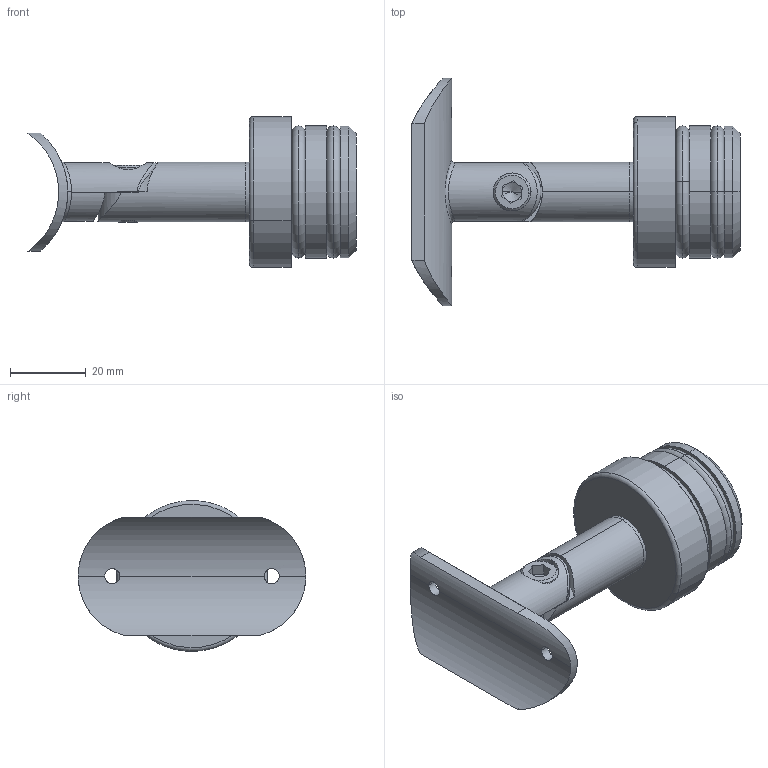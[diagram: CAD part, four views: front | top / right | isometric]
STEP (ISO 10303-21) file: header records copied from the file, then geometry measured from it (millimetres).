
FILE_DESCRIPTION (( 'STEP AP214' ), '1' );
FILE_NAME ('àðò. KRT262.STEP', '2014-05-24T17:58:00', ( '' ), ( '' ), 'SwSTEP 2.0', 'SolidWorks 2014', '' );
FILE_SCHEMA (( 'AUTOMOTIVE_DESIGN' ));
Length unit declared in the file: millimetre
Products named in the file (11): àðò. KRT262.02.000; àðò. KRT262.01.003; àðò. KRT262.01.005; àðò. KRT262.01.002; àðò. KRT262; àðò. KRT262.01.000; socket head cap screw_am-1_B18.3.1M - 6 x 1.0 x 10 Hex SHCS -- 10NHX; àðò. KRT262.01.001SLDPRT; àðò. KRT262.01.004; àðò. KRT262.02.001; àðò. KRT262.02.002
Assembly tree (11 placements, depth 3):
  àðò. KRT262
    àðò. KRT262.01.000
      àðò. KRT262.01.001SLDPRT
      àðò. KRT262.01.002  x2
      àðò. KRT262.01.003
      àðò. KRT262.01.004
      àðò. KRT262.01.005
    àðò. KRT262.02.000
      àðò. KRT262.02.001
      àðò. KRT262.02.002
      socket head cap screw_am-1_B18.3.1M - 6 x 1.0 x 10 Hex SHCS -- 10NHX
Bounding box: 86.5 x 60 x 39.76 mm (x, y, z)
Volume: 36600.9 mm3; surface area: 24974.7 mm2
Topology: 9 solids, 9 shells, 147 faces, 342 edges, 210 vertices
Faces by surface type: cylinder 76, plane 35, cone 16, torus 14, bspline 6
Entity records: 8088 total; most frequent: CARTESIAN_POINT 4434, ORIENTED_EDGE 664, DIRECTION 657, EDGE_CURVE 332, AXIS2_PLACEMENT_3D 266, VERTEX_POINT 206, EDGE_LOOP 162, ADVANCED_FACE 143
